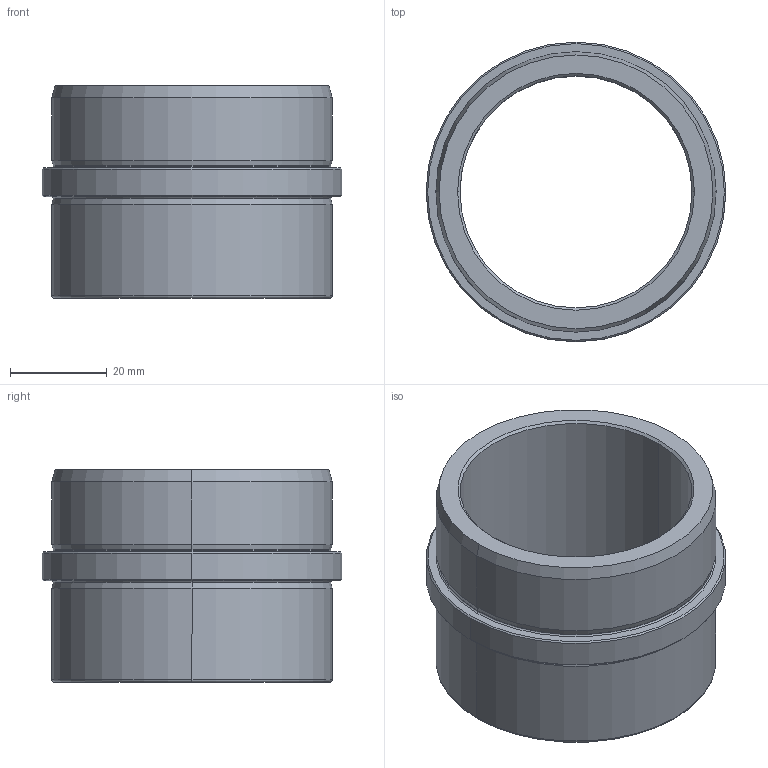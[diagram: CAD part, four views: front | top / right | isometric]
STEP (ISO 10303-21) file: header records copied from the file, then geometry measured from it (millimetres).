
FILE_DESCRIPTION(('STEP AP214'),'1');
FILE_NAME('cctmp_2536D913-4EB4-4556-A8D4-B9D02E6B73B2_2023_09_07_15_10_57_0098_83508..stp','2023-09-07T13:10:57',('Meusburger Georg GmbH & Co KG'),('CADClick - www.CADClick.com'),'Spatial InterOp 3D',' ','unknown authorization');
FILE_SCHEMA(('AUTOMOTIVE_DESIGN'));
Length unit declared in the file: millimetre
Products named in the file (1): E 1126_48-17_27
Bounding box: 62 x 62 x 44 mm (x, y, z)
Volume: 38526.9 mm3; surface area: 16863 mm2
Topology: 1 solids, 1 shells, 36 faces, 72 edges, 40 vertices
Faces by surface type: cone 12, cylinder 12, torus 8, plane 4
Entity records: 1248 total; most frequent: DIRECTION 194, CARTESIAN_POINT 149, ORIENTED_EDGE 144, AXIS2_PLACEMENT_3D 85, EDGE_CURVE 72, CIRCLE 48, EDGE_LOOP 40, VERTEX_POINT 40
